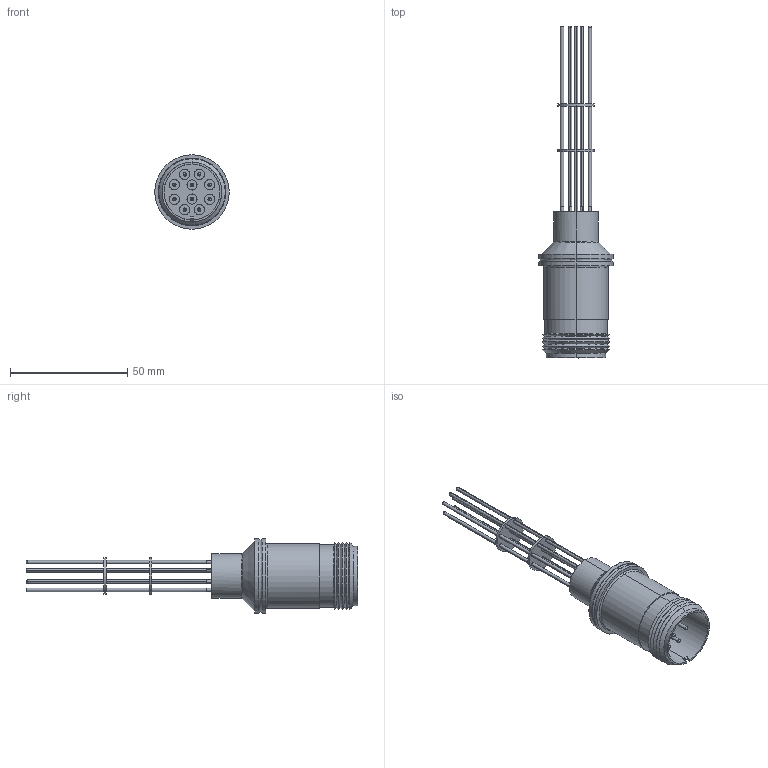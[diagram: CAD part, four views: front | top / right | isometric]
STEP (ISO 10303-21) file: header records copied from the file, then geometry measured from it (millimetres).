
FILE_DESCRIPTION (( 'STEP AP203' ), '1' );
FILE_NAME ('A0429-11-W.STEP', '2012-11-20T13:02:40', ( '' ), ( '' ), 'SwSTEP 2.0', 'SolidWorks 2012', '' );
FILE_SCHEMA (( 'CONFIG_CONTROL_DESIGN' ));
Length unit declared in the file: inch
Products named in the file (1): A0429-11-W
Bounding box: 31.75 x 141.48 x 31.75 mm (x, y, z)
Volume: 12494.6 mm3; surface area: 21823.3 mm2
Topology: 1 solids, 1 shells, 403 faces, 952 edges, 616 vertices
Faces by surface type: cylinder 202, bspline 88, plane 79, cone 24, torus 10
Entity records: 13407 total; most frequent: CARTESIAN_POINT 3846, DIRECTION 2158, ORIENTED_EDGE 1904, AXIS2_PLACEMENT_3D 956, EDGE_CURVE 952, CIRCLE 640, VERTEX_POINT 616, EDGE_LOOP 512
